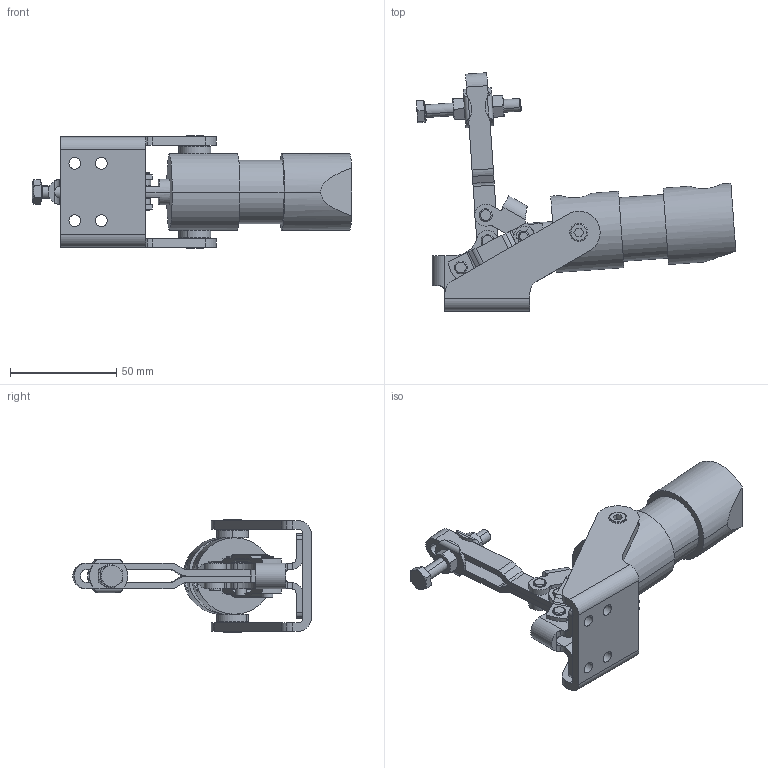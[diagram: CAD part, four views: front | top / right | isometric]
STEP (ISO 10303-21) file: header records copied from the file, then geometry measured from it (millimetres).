
FILE_DESCRIPTION((''),'2;1');
FILE_NAME('703-opened.stp','2005-09-28T10:29:28',('CAD'),(''),'Autodesk Inventor 8','Autodesk Inventor 8','');
FILE_SCHEMA(('AUTOMOTIVE_DESIGN { 1 0 10303 214 1 1 1 1 }'));
Length unit declared in the file: millimetre
Products named in the file (17): R702D1-OTEVØENÁ; 202.0-01E1; 202.0-02E1; 702-03E1; 202.0-04E1; 202.0-05E1; 702-06E1; 702-07E1; 704-08D1; 702-23E1; N 5x13 [D=6][d=5][d1=3,5][L=13][k=1][L1=2,5][R1=0,4][R=0,5]; N 5x15 [D=6][d=5][d1=3,5][L=15][k=1][L1=2,5][R1=0,4][R=0,5]; N 5x18 [D=6][d=5][d1=3,5][L=18][k=1][L1=2,5][R1=0,4][R=0,5]; Šroub se šestihrannou hlavou ISO 4017 - M6x45; Matice 萐N EN 24 032 M6; Šroub s vnitøním šestihranem DIN 912 - M5 x 10; Kroužek 4 DIN 6799
Assembly tree (22 placements, depth 2):
  R702D1-OTEVØENÁ
    202.0-01E1
    202.0-02E1
    702-03E1  x2
    202.0-04E1
    202.0-05E1  x2
    702-06E1
    702-07E1  x2
    704-08D1
    702-23E1
    N 5x13 [D=6][d=5][d1=3,5][L=13][k=1][L1=2,5][R1=0,4][R=0,5]
    N 5x15 [D=6][d=5][d1=3,5][L=15][k=1][L1=2,5][R1=0,4][R=0,5]
    N 5x18 [D=6][d=5][d1=3,5][L=18][k=1][L1=2,5][R1=0,4][R=0,5]
    Šroub se šestihrannou hlavou ISO 4017 - M6x45
    Matice 萐N EN 24 032 M6  x2
    Šroub s vnitøním šestihranem DIN 912 - M5 x 10  x2
    Kroužek 4 DIN 6799  x2
Bounding box: 150.32 x 112.16 x 53 mm (x, y, z)
Volume: 118224.8 mm3; surface area: 45305.9 mm2
Topology: 22 solids, 22 shells, 574 faces, 1437 edges, 916 vertices
Faces by surface type: cylinder 197, plane 175, bspline 132, cone 58, torus 10, sphere 2
Entity records: 16871 total; most frequent: CARTESIAN_POINT 5760, DIRECTION 2298, ORIENTED_EDGE 2224, EDGE_CURVE 1112, AXIS2_PLACEMENT_3D 894, VERTEX_POINT 720, CIRCLE 526, EDGE_LOOP 526
